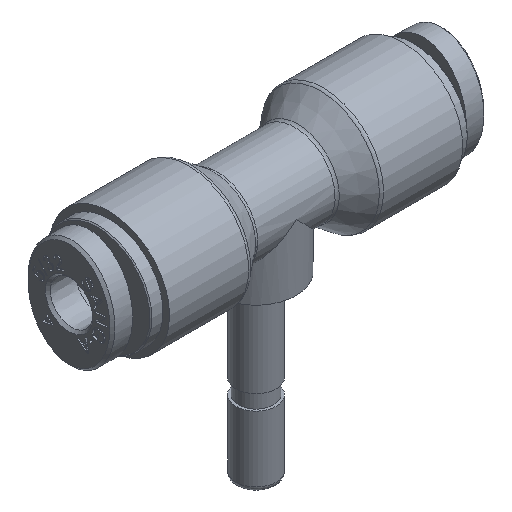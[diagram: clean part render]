
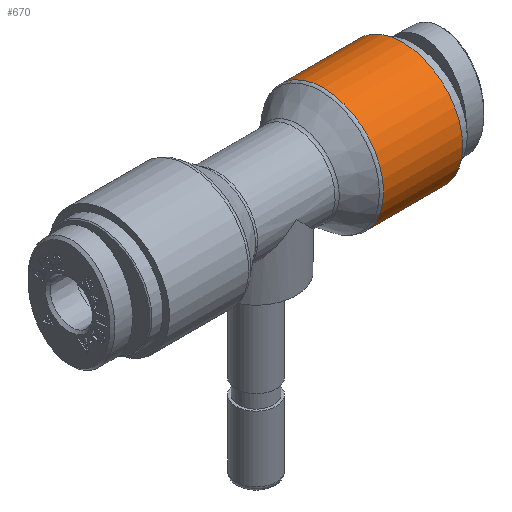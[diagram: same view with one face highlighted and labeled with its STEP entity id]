
A CAD part, isometric view. The second image highlights one B-rep face of the part: STEP entity #670.
In plain terms, the highlighted cylindrical face has radius 5.95 mm (diameter 11.9 mm), a full revolution.
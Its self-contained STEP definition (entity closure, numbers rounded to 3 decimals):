
#639=CARTESIAN_POINT('',(6.672,5.95,0.));
#640=VERTEX_POINT('',#639);
#641=CARTESIAN_POINT('',(6.672,0.,0.0));
#642=DIRECTION('',(-1.0,0.0,0.0));
#643=DIRECTION('',(0.0,-1.0,0.0));
#644=AXIS2_PLACEMENT_3D('',#641,#642,#643);
#645=CIRCLE('',#644,5.95);
#646=EDGE_CURVE('',#640,#640,#645,.T.);
#651=CARTESIAN_POINT('',(10.5,0.,0.0));
#652=DIRECTION('',(1.0,0.,0.0));
#653=DIRECTION('',(0.0,1.0,0.0));
#654=AXIS2_PLACEMENT_3D('',#651,#652,#653);
#655=CYLINDRICAL_SURFACE('',#654,5.95);
#656=CARTESIAN_POINT('',(14.5,5.95,0.0));
#657=VERTEX_POINT('',#656);
#658=CARTESIAN_POINT('',(14.5,0.,0.0));
#659=DIRECTION('',(1.0,0.0,0.0));
#660=DIRECTION('',(0.0,1.0,0.0));
#661=AXIS2_PLACEMENT_3D('',#658,#659,#660);
#662=CIRCLE('',#661,5.95);
#663=EDGE_CURVE('',#657,#657,#662,.T.);
#664=ORIENTED_EDGE('',*,*,#663,.F.);
#665=EDGE_LOOP('',(#664));
#666=FACE_OUTER_BOUND('',#665,.T.);
#667=ORIENTED_EDGE('',*,*,#646,.F.);
#668=EDGE_LOOP('',(#667));
#669=FACE_BOUND('',#668,.T.);
#670=ADVANCED_FACE('',(#666,#669),#655,.T.);
